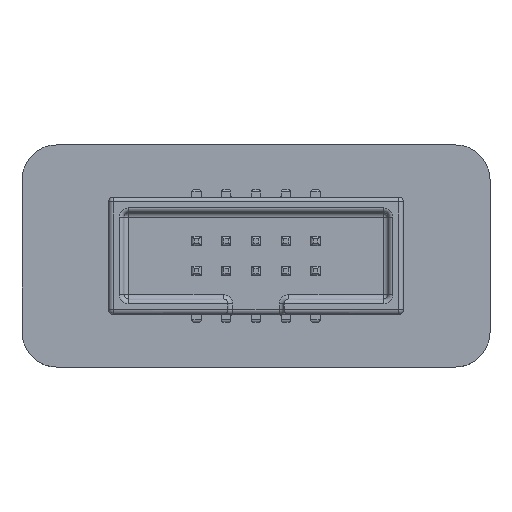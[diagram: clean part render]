
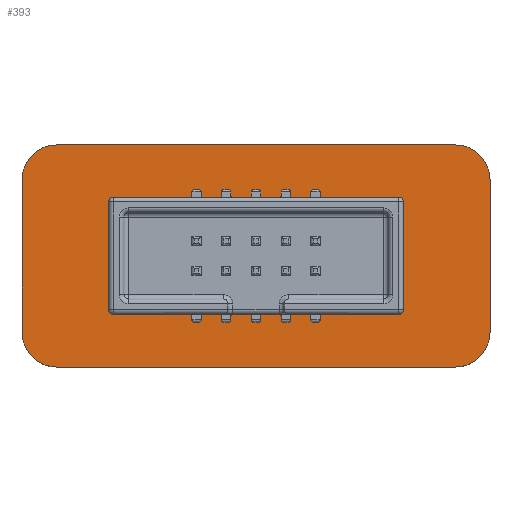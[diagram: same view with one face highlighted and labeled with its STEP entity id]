
A CAD part, top view. The second image highlights one B-rep face of the part: STEP entity #393.
In plain terms, the highlighted planar face has unit normal (0, 0, 1).
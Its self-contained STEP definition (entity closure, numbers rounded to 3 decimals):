
#56 = VERTEX_POINT('',#57);
#57 = CARTESIAN_POINT('',(0.,1.5,1.));
#63 = EDGE_CURVE('',#56,#64,#66,.T.);
#64 = VERTEX_POINT('',#65);
#65 = CARTESIAN_POINT('',(1.5,0.,1.));
#66 = CIRCLE('',#67,1.499);
#67 = AXIS2_PLACEMENT_3D('',#68,#69,#70);
#68 = CARTESIAN_POINT('',(1.499,1.499,1.));
#69 = DIRECTION('',(0.,0.,1.));
#70 = DIRECTION('',(-1.,0.001,0.));
#96 = EDGE_CURVE('',#64,#97,#99,.T.);
#97 = VERTEX_POINT('',#98);
#98 = CARTESIAN_POINT('',(18.5,0.,1.));
#99 = LINE('',#100,#101);
#100 = CARTESIAN_POINT('',(1.5,0.,1.));
#101 = VECTOR('',#102,1.);
#102 = DIRECTION('',(1.,0.,0.));
#127 = EDGE_CURVE('',#97,#128,#130,.T.);
#128 = VERTEX_POINT('',#129);
#129 = CARTESIAN_POINT('',(20.,1.5,1.));
#130 = CIRCLE('',#131,1.499);
#131 = AXIS2_PLACEMENT_3D('',#132,#133,#134);
#132 = CARTESIAN_POINT('',(18.501,1.499,1.));
#133 = DIRECTION('',(0.,0.,1.));
#134 = DIRECTION('',(-0.001,-1.,0.));
#160 = EDGE_CURVE('',#128,#161,#163,.T.);
#161 = VERTEX_POINT('',#162);
#162 = CARTESIAN_POINT('',(20.,8.,1.));
#163 = LINE('',#164,#165);
#164 = CARTESIAN_POINT('',(20.,1.5,1.));
#165 = VECTOR('',#166,1.);
#166 = DIRECTION('',(0.,1.,0.));
#191 = EDGE_CURVE('',#161,#192,#194,.T.);
#192 = VERTEX_POINT('',#193);
#193 = CARTESIAN_POINT('',(18.5,9.5,1.));
#194 = CIRCLE('',#195,1.499);
#195 = AXIS2_PLACEMENT_3D('',#196,#197,#198);
#196 = CARTESIAN_POINT('',(18.501,8.001,1.));
#197 = DIRECTION('',(0.,0.,1.));
#198 = DIRECTION('',(1.,-0.001,0.));
#224 = EDGE_CURVE('',#192,#225,#227,.T.);
#225 = VERTEX_POINT('',#226);
#226 = CARTESIAN_POINT('',(1.5,9.5,1.));
#227 = LINE('',#228,#229);
#228 = CARTESIAN_POINT('',(18.5,9.5,1.));
#229 = VECTOR('',#230,1.);
#230 = DIRECTION('',(-1.,0.,0.));
#255 = EDGE_CURVE('',#225,#256,#258,.T.);
#256 = VERTEX_POINT('',#257);
#257 = CARTESIAN_POINT('',(0.,8.,1.));
#258 = CIRCLE('',#259,1.499);
#259 = AXIS2_PLACEMENT_3D('',#260,#261,#262);
#260 = CARTESIAN_POINT('',(1.499,8.001,1.));
#261 = DIRECTION('',(0.,0.,1.));
#262 = DIRECTION('',(0.001,1.,0.));
#288 = EDGE_CURVE('',#256,#56,#289,.T.);
#289 = LINE('',#290,#291);
#290 = CARTESIAN_POINT('',(0.,8.,1.));
#291 = VECTOR('',#292,1.);
#292 = DIRECTION('',(0.,-1.,0.));
#312 = VERTEX_POINT('',#313);
#313 = CARTESIAN_POINT('',(8.595,4.75,1.));
#319 = EDGE_CURVE('',#312,#312,#320,.T.);
#320 = CIRCLE('',#321,0.5);
#321 = AXIS2_PLACEMENT_3D('',#322,#323,#324);
#322 = CARTESIAN_POINT('',(8.095,4.75,1.));
#323 = DIRECTION('',(0.,0.,1.));
#324 = DIRECTION('',(1.,0.,0.));
#345 = VERTEX_POINT('',#346);
#346 = CARTESIAN_POINT('',(12.405,4.75,1.));
#352 = EDGE_CURVE('',#345,#345,#353,.T.);
#353 = CIRCLE('',#354,0.5);
#354 = AXIS2_PLACEMENT_3D('',#355,#356,#357);
#355 = CARTESIAN_POINT('',(11.905,4.75,1.));
#356 = DIRECTION('',(0.,0.,1.));
#357 = DIRECTION('',(1.,0.,0.));
#393 = ADVANCED_FACE('',(#394,#404,#407),#410,.F.);
#394 = FACE_BOUND('',#395,.T.);
#395 = EDGE_LOOP('',(#396,#397,#398,#399,#400,#401,#402,#403));
#396 = ORIENTED_EDGE('',*,*,#63,.T.);
#397 = ORIENTED_EDGE('',*,*,#96,.T.);
#398 = ORIENTED_EDGE('',*,*,#127,.T.);
#399 = ORIENTED_EDGE('',*,*,#160,.T.);
#400 = ORIENTED_EDGE('',*,*,#191,.T.);
#401 = ORIENTED_EDGE('',*,*,#224,.T.);
#402 = ORIENTED_EDGE('',*,*,#255,.T.);
#403 = ORIENTED_EDGE('',*,*,#288,.T.);
#404 = FACE_BOUND('',#405,.F.);
#405 = EDGE_LOOP('',(#406));
#406 = ORIENTED_EDGE('',*,*,#319,.T.);
#407 = FACE_BOUND('',#408,.F.);
#408 = EDGE_LOOP('',(#409));
#409 = ORIENTED_EDGE('',*,*,#352,.T.);
#410 = PLANE('',#411);
#411 = AXIS2_PLACEMENT_3D('',#412,#413,#414);
#412 = CARTESIAN_POINT('',(0.,1.5,1.));
#413 = DIRECTION('',(0.,0.,-1.));
#414 = DIRECTION('',(-1.,0.,0.));
